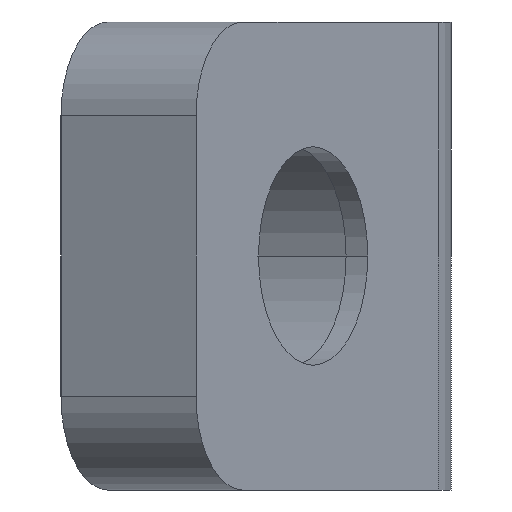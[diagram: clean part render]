
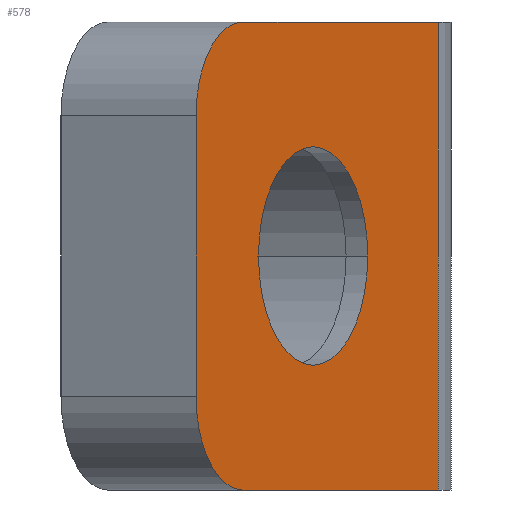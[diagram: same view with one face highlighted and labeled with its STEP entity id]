
A CAD part, left-side view. The second image highlights one B-rep face of the part: STEP entity #578.
In plain terms, the highlighted planar face has unit normal (-0.5, -0.866, 0).
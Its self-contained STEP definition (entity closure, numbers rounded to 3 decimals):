
#18 = AXIS2_PLACEMENT_3D ( 'NONE', #104, #134, #727 ) ;
#22 = PLANE ( 'NONE',  #544 ) ;
#35 = CARTESIAN_POINT ( 'NONE',  ( -0.696, 0.402, 7.5 ) ) ;
#44 = EDGE_LOOP ( 'NONE', ( #144, #88, #594, #668, #660, #753 ) ) ;
#57 = CARTESIAN_POINT ( 'NONE',  ( -0.696, 0.402, 7.5 ) ) ;
#88 = ORIENTED_EDGE ( 'NONE', *, *, #701, .T. ) ;
#99 = CARTESIAN_POINT ( 'NONE',  ( -4.624, 2.67, 0. ) ) ;
#104 = CARTESIAN_POINT ( 'NONE',  ( -11.553, 6.67, -4.5 ) ) ;
#111 = VERTEX_POINT ( 'NONE', #35 ) ;
#132 = VERTEX_POINT ( 'NONE', #866 ) ;
#133 = CIRCLE ( 'NONE', #292, 3.5 ) ;
#134 = DIRECTION ( 'NONE',  ( -0.5, -0.866, 0. ) ) ;
#143 = EDGE_CURVE ( 'NONE', #132, #903, #737, .T. ) ;
#144 = ORIENTED_EDGE ( 'NONE', *, *, #197, .T. ) ;
#150 = ORIENTED_EDGE ( 'NONE', *, *, #143, .T. ) ;
#151 = FACE_OUTER_BOUND ( 'NONE', #44, .T. ) ;
#156 = EDGE_CURVE ( 'NONE', #436, #482, #536, .T. ) ;
#171 = CARTESIAN_POINT ( 'NONE',  ( -11.553, 6.67, 4.5 ) ) ;
#172 = VERTEX_POINT ( 'NONE', #891 ) ;
#173 = LINE ( 'NONE', #427, #778 ) ;
#182 = EDGE_LOOP ( 'NONE', ( #550, #150 ) ) ;
#183 = DIRECTION ( 'NONE',  ( 0.5, 0.866, 0. ) ) ;
#197 = EDGE_CURVE ( 'NONE', #482, #838, #541, .T. ) ;
#198 = DIRECTION ( 'NONE',  ( 0., 0., -1. ) ) ;
#239 = VECTOR ( 'NONE', #198, 1000. ) ;
#244 = AXIS2_PLACEMENT_3D ( 'NONE', #171, #449, #719 ) ;
#278 = DIRECTION ( 'NONE',  ( 0.866, -0.5, 0. ) ) ;
#292 = AXIS2_PLACEMENT_3D ( 'NONE', #807, #183, #460 ) ;
#294 = FACE_BOUND ( 'NONE', #182, .T. ) ;
#336 = DIRECTION ( 'NONE',  ( 0., 0., 1. ) ) ;
#341 = CARTESIAN_POINT ( 'NONE',  ( -0.696, 0.402, -7.5 ) ) ;
#362 = DIRECTION ( 'NONE',  ( 0.866, -0.5, 0. ) ) ;
#404 = LINE ( 'NONE', #57, #644 ) ;
#424 = EDGE_CURVE ( 'NONE', #172, #633, #832, .T. ) ;
#427 = CARTESIAN_POINT ( 'NONE',  ( 0., 0., 7.5 ) ) ;
#436 = VERTEX_POINT ( 'NONE', #824 ) ;
#449 = DIRECTION ( 'NONE',  ( -0.5, -0.866, 0. ) ) ;
#460 = DIRECTION ( 'NONE',  ( -0.866, 0.5, 0. ) ) ;
#482 = VERTEX_POINT ( 'NONE', #495 ) ;
#483 = EDGE_CURVE ( 'NONE', #633, #111, #404, .T. ) ;
#495 = CARTESIAN_POINT ( 'NONE',  ( -14.151, 8.17, 4.5 ) ) ;
#496 = CIRCLE ( 'NONE', #18, 3. ) ;
#508 = DIRECTION ( 'NONE',  ( -0.866, 0.5, 0. ) ) ;
#510 = DIRECTION ( 'NONE',  ( 0.5, 0.866, 0. ) ) ;
#536 = CIRCLE ( 'NONE', #244, 3. ) ;
#541 = LINE ( 'NONE', #743, #239 ) ;
#544 = AXIS2_PLACEMENT_3D ( 'NONE', #792, #510, #706 ) ;
#550 = ORIENTED_EDGE ( 'NONE', *, *, #714, .T. ) ;
#574 = VECTOR ( 'NONE', #278, 1000. ) ;
#578 = ADVANCED_FACE ( 'NONE', ( #151, #294 ), #22, .F. ) ;
#580 = EDGE_CURVE ( 'NONE', #436, #111, #173, .T. ) ;
#594 = ORIENTED_EDGE ( 'NONE', *, *, #424, .T. ) ;
#633 = VERTEX_POINT ( 'NONE', #341 ) ;
#641 = CARTESIAN_POINT ( 'NONE',  ( -7.655, 4.42, 0. ) ) ;
#644 = VECTOR ( 'NONE', #336, 1000. ) ;
#650 = DIRECTION ( 'NONE',  ( 0.5, 0.866, 0. ) ) ;
#660 = ORIENTED_EDGE ( 'NONE', *, *, #580, .F. ) ;
#668 = ORIENTED_EDGE ( 'NONE', *, *, #483, .T. ) ;
#694 = AXIS2_PLACEMENT_3D ( 'NONE', #641, #650, #508 ) ;
#701 = EDGE_CURVE ( 'NONE', #838, #172, #496, .T. ) ;
#706 = DIRECTION ( 'NONE',  ( -0.866, 0.5, 0. ) ) ;
#714 = EDGE_CURVE ( 'NONE', #903, #132, #133, .T. ) ;
#719 = DIRECTION ( 'NONE',  ( -0.866, 0.5, 0. ) ) ;
#727 = DIRECTION ( 'NONE',  ( -0.866, 0.5, 0. ) ) ;
#737 = CIRCLE ( 'NONE', #694, 3.5 ) ;
#743 = CARTESIAN_POINT ( 'NONE',  ( -14.151, 8.17, 7.5 ) ) ;
#753 = ORIENTED_EDGE ( 'NONE', *, *, #156, .T. ) ;
#761 = CARTESIAN_POINT ( 'NONE',  ( 0., 0., -7.5 ) ) ;
#778 = VECTOR ( 'NONE', #362, 1000. ) ;
#792 = CARTESIAN_POINT ( 'NONE',  ( 0., 0., 7.5 ) ) ;
#807 = CARTESIAN_POINT ( 'NONE',  ( -7.655, 4.42, 0. ) ) ;
#824 = CARTESIAN_POINT ( 'NONE',  ( -11.553, 6.67, 7.5 ) ) ;
#832 = LINE ( 'NONE', #761, #574 ) ;
#838 = VERTEX_POINT ( 'NONE', #850 ) ;
#850 = CARTESIAN_POINT ( 'NONE',  ( -14.151, 8.17, -4.5 ) ) ;
#866 = CARTESIAN_POINT ( 'NONE',  ( -10.687, 6.17, 0. ) ) ;
#891 = CARTESIAN_POINT ( 'NONE',  ( -11.553, 6.67, -7.5 ) ) ;
#903 = VERTEX_POINT ( 'NONE', #99 ) ;
